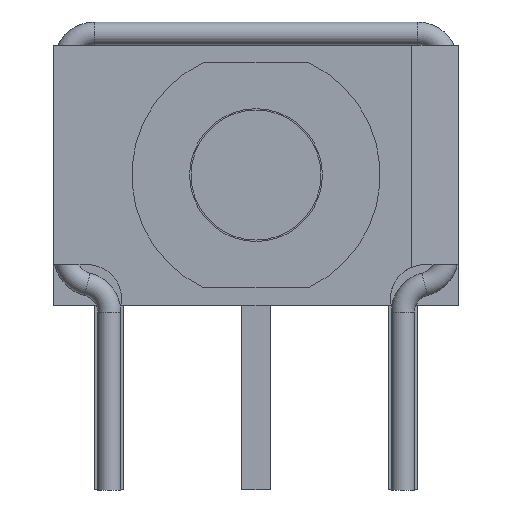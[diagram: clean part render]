
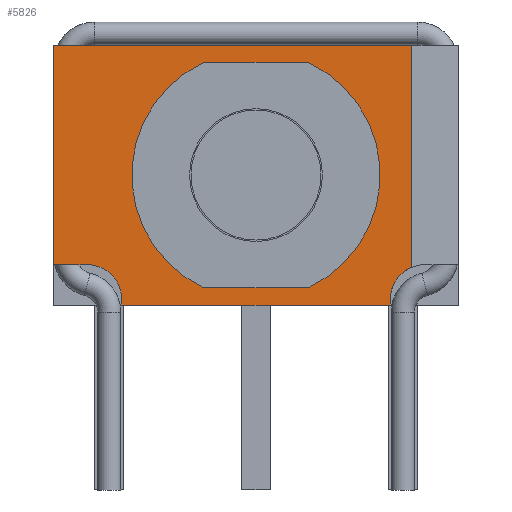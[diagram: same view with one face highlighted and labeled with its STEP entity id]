
A CAD part, front view. The second image highlights one B-rep face of the part: STEP entity #5826.
In plain terms, the highlighted planar face has unit normal (0, -1, 0).
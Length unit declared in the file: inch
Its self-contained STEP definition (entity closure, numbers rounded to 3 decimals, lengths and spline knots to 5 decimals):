
#5216=CARTESIAN_POINT('',(-0.09154,-0.22953,-0.08465));
#5217=VERTEX_POINT('',#5216);
#5224=CARTESIAN_POINT('',(-0.11516,-0.22953,-0.06102));
#5225=VERTEX_POINT('',#5224);
#5226=CARTESIAN_POINT('',(-0.11516,-0.22953,-0.08465));
#5227=DIRECTION('',(0.0,1.0,0.0));
#5228=DIRECTION('',(1.0,0.0,0.0));
#5229=AXIS2_PLACEMENT_3D('',#5226,#5227,#5228);
#5230=CIRCLE('',#5229,0.02362);
#5231=EDGE_CURVE('',#5225,#5217,#5230,.T.);
#5254=CARTESIAN_POINT('',(-0.1378,-0.22953,-0.06102));
#5255=VERTEX_POINT('',#5254);
#5256=CARTESIAN_POINT('',(-0.1378,-0.22953,-0.06102));
#5257=DIRECTION('',(1.0,0.0,0.0));
#5258=VECTOR('',#5257,0.02264);
#5259=LINE('',#5256,#5258);
#5260=EDGE_CURVE('',#5255,#5225,#5259,.T.);
#5285=CARTESIAN_POINT('',(-0.09154,-0.22953,-0.08858));
#5286=VERTEX_POINT('',#5285);
#5293=CARTESIAN_POINT('',(-0.09154,-0.22953,-0.08465));
#5294=DIRECTION('',(0.0,0.0,-1.0));
#5295=VECTOR('',#5294,0.00394);
#5296=LINE('',#5293,#5295);
#5297=EDGE_CURVE('',#5217,#5286,#5296,.T.);
#5339=CARTESIAN_POINT('',(0.1063,-0.22953,-0.06275));
#5340=VERTEX_POINT('',#5339);
#5348=CARTESIAN_POINT('',(0.09154,-0.22953,-0.08465));
#5349=VERTEX_POINT('',#5348);
#5350=CARTESIAN_POINT('',(0.11516,-0.22953,-0.08465));
#5351=DIRECTION('',(0.0,1.0,0.0));
#5352=DIRECTION('',(0.0,0.0,1.0));
#5353=AXIS2_PLACEMENT_3D('',#5350,#5351,#5352);
#5354=CIRCLE('',#5353,0.02362);
#5355=EDGE_CURVE('',#5349,#5340,#5354,.T.);
#5390=CARTESIAN_POINT('',(0.09154,-0.22953,-0.08858));
#5391=VERTEX_POINT('',#5390);
#5392=CARTESIAN_POINT('',(0.09154,-0.22953,-0.08858));
#5393=DIRECTION('',(0.0,0.0,1.0));
#5394=VECTOR('',#5393,0.00394);
#5395=LINE('',#5392,#5394);
#5396=EDGE_CURVE('',#5391,#5349,#5395,.T.);
#5483=CARTESIAN_POINT('',(0.1063,-0.22953,0.08858));
#5484=VERTEX_POINT('',#5483);
#5491=CARTESIAN_POINT('',(0.1063,-0.22953,-0.06275));
#5492=DIRECTION('',(0.0,0.0,1.0));
#5493=VECTOR('',#5492,0.15133);
#5494=LINE('',#5491,#5493);
#5495=EDGE_CURVE('',#5340,#5484,#5494,.T.);
#5600=CARTESIAN_POINT('',(-0.09154,-0.22953,-0.08858));
#5601=DIRECTION('',(1.0,0.0,0.0));
#5602=VECTOR('',#5601,0.18307);
#5603=LINE('',#5600,#5602);
#5604=EDGE_CURVE('',#5286,#5391,#5603,.T.);
#5665=CARTESIAN_POINT('',(-0.03565,-0.22953,0.07677));
#5666=VERTEX_POINT('',#5665);
#5673=CARTESIAN_POINT('',(-0.03565,-0.22953,-0.07677));
#5674=VERTEX_POINT('',#5673);
#5675=CARTESIAN_POINT('',(0.0,-0.22953,0.));
#5676=DIRECTION('',(0.0,1.0,0.0));
#5677=DIRECTION('',(-0.421,0.0,0.907));
#5678=AXIS2_PLACEMENT_3D('',#5675,#5676,#5677);
#5679=CIRCLE('',#5678,0.08465);
#5680=EDGE_CURVE('',#5674,#5666,#5679,.T.);
#5704=CARTESIAN_POINT('',(0.03565,-0.22953,0.07677));
#5705=VERTEX_POINT('',#5704);
#5712=CARTESIAN_POINT('',(-0.03565,-0.22953,0.07677));
#5713=DIRECTION('',(1.0,0.0,0.0));
#5714=VECTOR('',#5713,0.0713);
#5715=LINE('',#5712,#5714);
#5716=EDGE_CURVE('',#5666,#5705,#5715,.T.);
#5736=CARTESIAN_POINT('',(0.03565,-0.22953,-0.07677));
#5737=VERTEX_POINT('',#5736);
#5744=CARTESIAN_POINT('',(0.0,-0.22953,0.));
#5745=DIRECTION('',(0.0,1.0,0.0));
#5746=DIRECTION('',(0.421,0.0,-0.907));
#5747=AXIS2_PLACEMENT_3D('',#5744,#5745,#5746);
#5748=CIRCLE('',#5747,0.08465);
#5749=EDGE_CURVE('',#5705,#5737,#5748,.T.);
#5767=CARTESIAN_POINT('',(0.03565,-0.22953,-0.07677));
#5768=DIRECTION('',(-1.0,0.0,0.0));
#5769=VECTOR('',#5768,0.0713);
#5770=LINE('',#5767,#5769);
#5771=EDGE_CURVE('',#5737,#5674,#5770,.T.);
#5792=CARTESIAN_POINT('',(0.1185,-0.22953,0.09744));
#5793=DIRECTION('',(0.0,-1.0,0.0));
#5794=DIRECTION('',(0.0,0.0,-1.0));
#5795=AXIS2_PLACEMENT_3D('',#5792,#5793,#5794);
#5796=PLANE('',#5795);
#5797=ORIENTED_EDGE('',*,*,#5297,.T.);
#5798=ORIENTED_EDGE('',*,*,#5604,.T.);
#5799=ORIENTED_EDGE('',*,*,#5396,.T.);
#5800=ORIENTED_EDGE('',*,*,#5355,.T.);
#5801=ORIENTED_EDGE('',*,*,#5495,.T.);
#5802=CARTESIAN_POINT('',(-0.1378,-0.22953,0.08858));
#5803=VERTEX_POINT('',#5802);
#5804=CARTESIAN_POINT('',(0.1063,-0.22953,0.08858));
#5805=DIRECTION('',(-1.0,0.0,0.0));
#5806=VECTOR('',#5805,0.24409);
#5807=LINE('',#5804,#5806);
#5808=EDGE_CURVE('',#5484,#5803,#5807,.T.);
#5809=ORIENTED_EDGE('',*,*,#5808,.T.);
#5810=CARTESIAN_POINT('',(-0.1378,-0.22953,0.08858));
#5811=DIRECTION('',(0.0,0.0,-1.0));
#5812=VECTOR('',#5811,0.14961);
#5813=LINE('',#5810,#5812);
#5814=EDGE_CURVE('',#5803,#5255,#5813,.T.);
#5815=ORIENTED_EDGE('',*,*,#5814,.T.);
#5816=ORIENTED_EDGE('',*,*,#5260,.T.);
#5817=ORIENTED_EDGE('',*,*,#5231,.T.);
#5818=EDGE_LOOP('',(#5797,#5798,#5799,#5800,#5801,#5809,#5815,#5816,#5817));
#5819=FACE_OUTER_BOUND('',#5818,.T.);
#5820=ORIENTED_EDGE('',*,*,#5680,.T.);
#5821=ORIENTED_EDGE('',*,*,#5716,.T.);
#5822=ORIENTED_EDGE('',*,*,#5749,.T.);
#5823=ORIENTED_EDGE('',*,*,#5771,.T.);
#5824=EDGE_LOOP('',(#5820,#5821,#5822,#5823));
#5825=FACE_BOUND('',#5824,.T.);
#5826=ADVANCED_FACE('',(#5819,#5825),#5796,.T.);
